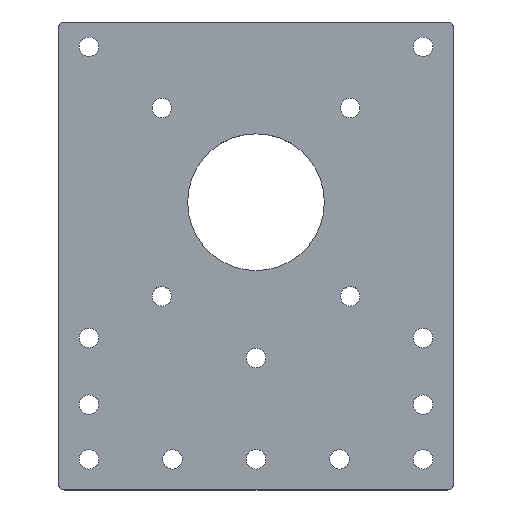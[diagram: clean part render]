
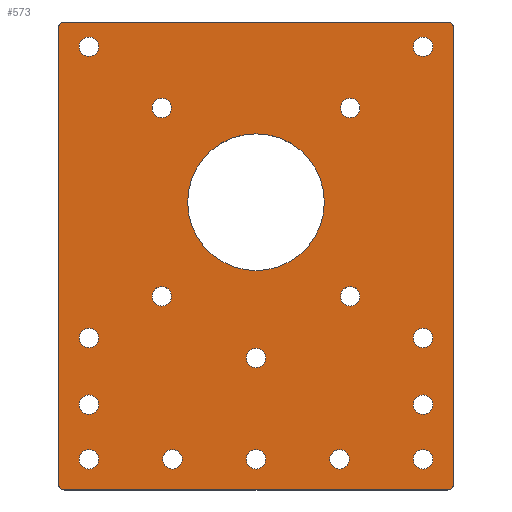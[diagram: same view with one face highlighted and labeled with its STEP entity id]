
A CAD part, top view. The second image highlights one B-rep face of the part: STEP entity #573.
In plain terms, the highlighted planar face has unit normal (0, 0, 1).
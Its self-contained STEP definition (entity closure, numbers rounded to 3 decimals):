
#32=FACE_BOUND('',#126,.T.);
#33=FACE_BOUND('',#127,.T.);
#34=FACE_BOUND('',#128,.T.);
#35=FACE_BOUND('',#129,.T.);
#36=FACE_BOUND('',#130,.T.);
#37=FACE_BOUND('',#131,.T.);
#38=FACE_BOUND('',#132,.T.);
#39=FACE_BOUND('',#133,.T.);
#40=FACE_BOUND('',#134,.T.);
#41=FACE_BOUND('',#135,.T.);
#42=FACE_BOUND('',#136,.T.);
#43=FACE_BOUND('',#137,.T.);
#44=FACE_BOUND('',#138,.T.);
#45=FACE_BOUND('',#139,.T.);
#46=FACE_BOUND('',#140,.T.);
#47=FACE_BOUND('',#141,.T.);
#48=FACE_BOUND('',#142,.T.);
#54=PLANE('',#656);
#81=FACE_OUTER_BOUND('',#125,.T.);
#125=EDGE_LOOP('',(#501,#502,#503,#504,#505,#506,#507,#508));
#126=EDGE_LOOP('',(#509));
#127=EDGE_LOOP('',(#510));
#128=EDGE_LOOP('',(#511));
#129=EDGE_LOOP('',(#512));
#130=EDGE_LOOP('',(#513));
#131=EDGE_LOOP('',(#514));
#132=EDGE_LOOP('',(#515));
#133=EDGE_LOOP('',(#516));
#134=EDGE_LOOP('',(#517));
#135=EDGE_LOOP('',(#518));
#136=EDGE_LOOP('',(#519));
#137=EDGE_LOOP('',(#520));
#138=EDGE_LOOP('',(#521));
#139=EDGE_LOOP('',(#522));
#140=EDGE_LOOP('',(#523));
#141=EDGE_LOOP('',(#524));
#142=EDGE_LOOP('',(#525));
#147=LINE('',#845,#180);
#153=LINE('',#900,#186);
#174=LINE('',#979,#207);
#175=LINE('',#981,#208);
#180=VECTOR('',#671,10.);
#186=VECTOR('',#725,10.);
#207=VECTOR('',#824,10.);
#208=VECTOR('',#827,10.);
#209=CIRCLE('',#589,1.);
#231=CIRCLE('',#614,1.);
#232=CIRCLE('',#617,1.);
#233=CIRCLE('',#619,1.);
#234=CIRCLE('',#621,1.6);
#235=CIRCLE('',#623,1.6);
#236=CIRCLE('',#625,1.6);
#237=CIRCLE('',#627,1.6);
#238=CIRCLE('',#629,1.6);
#239=CIRCLE('',#631,1.6);
#240=CIRCLE('',#633,1.6);
#241=CIRCLE('',#635,1.6);
#242=CIRCLE('',#637,1.6);
#243=CIRCLE('',#639,1.6);
#244=CIRCLE('',#641,1.6);
#245=CIRCLE('',#643,1.6);
#246=CIRCLE('',#645,1.6);
#247=CIRCLE('',#647,1.6);
#248=CIRCLE('',#649,11.25);
#249=CIRCLE('',#651,1.6);
#250=CIRCLE('',#653,1.6);
#251=VERTEX_POINT('',#832);
#252=VERTEX_POINT('',#833);
#256=VERTEX_POINT('',#843);
#279=VERTEX_POINT('',#893);
#280=VERTEX_POINT('',#894);
#281=VERTEX_POINT('',#899);
#282=VERTEX_POINT('',#903);
#283=VERTEX_POINT('',#907);
#284=VERTEX_POINT('',#911);
#285=VERTEX_POINT('',#915);
#286=VERTEX_POINT('',#919);
#287=VERTEX_POINT('',#923);
#288=VERTEX_POINT('',#927);
#289=VERTEX_POINT('',#931);
#290=VERTEX_POINT('',#935);
#291=VERTEX_POINT('',#939);
#292=VERTEX_POINT('',#943);
#293=VERTEX_POINT('',#947);
#294=VERTEX_POINT('',#951);
#295=VERTEX_POINT('',#955);
#296=VERTEX_POINT('',#959);
#297=VERTEX_POINT('',#963);
#298=VERTEX_POINT('',#967);
#299=VERTEX_POINT('',#971);
#300=VERTEX_POINT('',#975);
#301=EDGE_CURVE('',#251,#252,#209,.T.);
#307=EDGE_CURVE('',#251,#256,#147,.T.);
#331=EDGE_CURVE('',#279,#280,#231,.T.);
#334=EDGE_CURVE('',#281,#280,#153,.T.);
#336=EDGE_CURVE('',#281,#282,#232,.T.);
#338=EDGE_CURVE('',#283,#256,#233,.T.);
#340=EDGE_CURVE('',#284,#284,#234,.T.);
#342=EDGE_CURVE('',#285,#285,#235,.T.);
#344=EDGE_CURVE('',#286,#286,#236,.T.);
#346=EDGE_CURVE('',#287,#287,#237,.T.);
#348=EDGE_CURVE('',#288,#288,#238,.T.);
#350=EDGE_CURVE('',#289,#289,#239,.T.);
#352=EDGE_CURVE('',#290,#290,#240,.T.);
#354=EDGE_CURVE('',#291,#291,#241,.T.);
#356=EDGE_CURVE('',#292,#292,#242,.T.);
#358=EDGE_CURVE('',#293,#293,#243,.T.);
#360=EDGE_CURVE('',#294,#294,#244,.T.);
#362=EDGE_CURVE('',#295,#295,#245,.T.);
#364=EDGE_CURVE('',#296,#296,#246,.T.);
#366=EDGE_CURVE('',#297,#297,#247,.T.);
#368=EDGE_CURVE('',#298,#298,#248,.T.);
#370=EDGE_CURVE('',#299,#299,#249,.T.);
#372=EDGE_CURVE('',#300,#300,#250,.T.);
#374=EDGE_CURVE('',#283,#282,#174,.T.);
#375=EDGE_CURVE('',#279,#252,#175,.T.);
#501=ORIENTED_EDGE('',*,*,#301,.F.);
#502=ORIENTED_EDGE('',*,*,#307,.T.);
#503=ORIENTED_EDGE('',*,*,#338,.F.);
#504=ORIENTED_EDGE('',*,*,#374,.T.);
#505=ORIENTED_EDGE('',*,*,#336,.F.);
#506=ORIENTED_EDGE('',*,*,#334,.T.);
#507=ORIENTED_EDGE('',*,*,#331,.F.);
#508=ORIENTED_EDGE('',*,*,#375,.T.);
#509=ORIENTED_EDGE('',*,*,#372,.T.);
#510=ORIENTED_EDGE('',*,*,#370,.T.);
#511=ORIENTED_EDGE('',*,*,#368,.T.);
#512=ORIENTED_EDGE('',*,*,#366,.T.);
#513=ORIENTED_EDGE('',*,*,#364,.T.);
#514=ORIENTED_EDGE('',*,*,#362,.T.);
#515=ORIENTED_EDGE('',*,*,#360,.T.);
#516=ORIENTED_EDGE('',*,*,#358,.T.);
#517=ORIENTED_EDGE('',*,*,#356,.T.);
#518=ORIENTED_EDGE('',*,*,#354,.T.);
#519=ORIENTED_EDGE('',*,*,#352,.T.);
#520=ORIENTED_EDGE('',*,*,#350,.T.);
#521=ORIENTED_EDGE('',*,*,#348,.T.);
#522=ORIENTED_EDGE('',*,*,#346,.T.);
#523=ORIENTED_EDGE('',*,*,#344,.T.);
#524=ORIENTED_EDGE('',*,*,#342,.T.);
#525=ORIENTED_EDGE('',*,*,#340,.T.);
#573=ADVANCED_FACE('',(#81,#32,#33,#34,#35,#36,#37,#38,#39,#40,#41,#42,
#43,#44,#45,#46,#47,#48),#54,.T.);
#589=AXIS2_PLACEMENT_3D('',#834,#661,#662);
#614=AXIS2_PLACEMENT_3D('',#895,#719,#720);
#617=AXIS2_PLACEMENT_3D('',#904,#729,#730);
#619=AXIS2_PLACEMENT_3D('',#908,#734,#735);
#621=AXIS2_PLACEMENT_3D('',#912,#739,#740);
#623=AXIS2_PLACEMENT_3D('',#916,#744,#745);
#625=AXIS2_PLACEMENT_3D('',#920,#749,#750);
#627=AXIS2_PLACEMENT_3D('',#924,#754,#755);
#629=AXIS2_PLACEMENT_3D('',#928,#759,#760);
#631=AXIS2_PLACEMENT_3D('',#932,#764,#765);
#633=AXIS2_PLACEMENT_3D('',#936,#769,#770);
#635=AXIS2_PLACEMENT_3D('',#940,#774,#775);
#637=AXIS2_PLACEMENT_3D('',#944,#779,#780);
#639=AXIS2_PLACEMENT_3D('',#948,#784,#785);
#641=AXIS2_PLACEMENT_3D('',#952,#789,#790);
#643=AXIS2_PLACEMENT_3D('',#956,#794,#795);
#645=AXIS2_PLACEMENT_3D('',#960,#799,#800);
#647=AXIS2_PLACEMENT_3D('',#964,#804,#805);
#649=AXIS2_PLACEMENT_3D('',#968,#809,#810);
#651=AXIS2_PLACEMENT_3D('',#972,#814,#815);
#653=AXIS2_PLACEMENT_3D('',#976,#819,#820);
#656=AXIS2_PLACEMENT_3D('',#982,#828,#829);
#661=DIRECTION('center_axis',(0.,0.,-1.));
#662=DIRECTION('ref_axis',(0.707,-0.707,0.));
#671=DIRECTION('',(0.,1.,0.));
#719=DIRECTION('center_axis',(0.,0.,-1.));
#720=DIRECTION('ref_axis',(-0.707,-0.707,0.));
#725=DIRECTION('',(0.,-1.,0.));
#729=DIRECTION('center_axis',(0.,0.,-1.));
#730=DIRECTION('ref_axis',(-0.707,0.707,0.));
#734=DIRECTION('center_axis',(0.,0.,-1.));
#735=DIRECTION('ref_axis',(0.707,0.707,0.));
#739=DIRECTION('center_axis',(0.,0.,-1.));
#740=DIRECTION('ref_axis',(1.,0.,0.));
#744=DIRECTION('center_axis',(0.,0.,-1.));
#745=DIRECTION('ref_axis',(1.,0.,0.));
#749=DIRECTION('center_axis',(0.,0.,-1.));
#750=DIRECTION('ref_axis',(1.,0.,0.));
#754=DIRECTION('center_axis',(0.,0.,-1.));
#755=DIRECTION('ref_axis',(1.,0.,0.));
#759=DIRECTION('center_axis',(0.,0.,-1.));
#760=DIRECTION('ref_axis',(1.,0.,0.));
#764=DIRECTION('center_axis',(0.,0.,-1.));
#765=DIRECTION('ref_axis',(1.,0.,0.));
#769=DIRECTION('center_axis',(0.,0.,-1.));
#770=DIRECTION('ref_axis',(1.,0.,0.));
#774=DIRECTION('center_axis',(0.,0.,-1.));
#775=DIRECTION('ref_axis',(1.,0.,0.));
#779=DIRECTION('center_axis',(0.,0.,-1.));
#780=DIRECTION('ref_axis',(1.,0.,0.));
#784=DIRECTION('center_axis',(0.,0.,-1.));
#785=DIRECTION('ref_axis',(1.,0.,0.));
#789=DIRECTION('center_axis',(0.,0.,-1.));
#790=DIRECTION('ref_axis',(1.,0.,0.));
#794=DIRECTION('center_axis',(0.,0.,-1.));
#795=DIRECTION('ref_axis',(1.,0.,0.));
#799=DIRECTION('center_axis',(0.,0.,-1.));
#800=DIRECTION('ref_axis',(1.,0.,0.));
#804=DIRECTION('center_axis',(0.,0.,-1.));
#805=DIRECTION('ref_axis',(1.,0.,0.));
#809=DIRECTION('center_axis',(0.,0.,-1.));
#810=DIRECTION('ref_axis',(1.,0.,0.));
#814=DIRECTION('center_axis',(0.,0.,-1.));
#815=DIRECTION('ref_axis',(1.,0.,0.));
#819=DIRECTION('center_axis',(0.,0.,-1.));
#820=DIRECTION('ref_axis',(1.,0.,0.));
#824=DIRECTION('',(-1.,0.,0.));
#827=DIRECTION('',(1.,0.,0.));
#828=DIRECTION('center_axis',(0.,0.,1.));
#829=DIRECTION('ref_axis',(1.,0.,0.));
#832=CARTESIAN_POINT('',(32.5,-24.35,16.));
#833=CARTESIAN_POINT('',(31.5,-25.35,16.));
#834=CARTESIAN_POINT('Origin',(31.5,-24.35,16.));
#843=CARTESIAN_POINT('',(32.5,50.65,16.));
#845=CARTESIAN_POINT('',(32.5,51.65,16.));
#893=CARTESIAN_POINT('',(-31.5,-25.35,16.));
#894=CARTESIAN_POINT('',(-32.5,-24.35,16.));
#895=CARTESIAN_POINT('Origin',(-31.5,-24.35,16.));
#899=CARTESIAN_POINT('',(-32.5,50.65,16.));
#900=CARTESIAN_POINT('',(-32.5,-25.35,16.));
#903=CARTESIAN_POINT('',(-31.5,51.65,16.));
#904=CARTESIAN_POINT('Origin',(-31.5,50.65,16.));
#907=CARTESIAN_POINT('',(31.5,51.65,16.));
#908=CARTESIAN_POINT('Origin',(31.5,50.65,16.));
#911=CARTESIAN_POINT('',(13.9,37.5,16.));
#912=CARTESIAN_POINT('Origin',(15.5,37.5,16.));
#915=CARTESIAN_POINT('',(-1.6,-3.65,16.));
#916=CARTESIAN_POINT('Origin',(0.,-3.65,16.));
#919=CARTESIAN_POINT('',(-29.1,-0.35,16.));
#920=CARTESIAN_POINT('Origin',(-27.5,-0.35,16.));
#923=CARTESIAN_POINT('',(-15.35,-20.3,16.));
#924=CARTESIAN_POINT('Origin',(-13.75,-20.3,16.));
#927=CARTESIAN_POINT('',(25.9,-20.3,16.));
#928=CARTESIAN_POINT('Origin',(27.5,-20.3,16.));
#931=CARTESIAN_POINT('',(-17.1,37.5,16.));
#932=CARTESIAN_POINT('Origin',(-15.5,37.5,16.));
#935=CARTESIAN_POINT('',(13.9,6.5,16.));
#936=CARTESIAN_POINT('Origin',(15.5,6.5,16.));
#939=CARTESIAN_POINT('',(12.15,-20.3,16.));
#940=CARTESIAN_POINT('Origin',(13.75,-20.3,16.));
#943=CARTESIAN_POINT('',(25.9,47.575,16.));
#944=CARTESIAN_POINT('Origin',(27.5,47.575,16.));
#947=CARTESIAN_POINT('',(-17.1,6.5,16.));
#948=CARTESIAN_POINT('Origin',(-15.5,6.5,16.));
#951=CARTESIAN_POINT('',(-29.1,-20.3,16.));
#952=CARTESIAN_POINT('Origin',(-27.5,-20.3,16.));
#955=CARTESIAN_POINT('',(-1.6,-20.3,16.));
#956=CARTESIAN_POINT('Origin',(0.,-20.3,16.));
#959=CARTESIAN_POINT('',(-29.1,-11.3,16.));
#960=CARTESIAN_POINT('Origin',(-27.5,-11.3,16.));
#963=CARTESIAN_POINT('',(-29.1,47.575,16.));
#964=CARTESIAN_POINT('Origin',(-27.5,47.575,16.));
#967=CARTESIAN_POINT('',(-11.25,22.,16.));
#968=CARTESIAN_POINT('Origin',(0.,22.,16.));
#971=CARTESIAN_POINT('',(25.9,-0.35,16.));
#972=CARTESIAN_POINT('Origin',(27.5,-0.35,16.));
#975=CARTESIAN_POINT('',(25.9,-11.3,16.));
#976=CARTESIAN_POINT('Origin',(27.5,-11.3,16.));
#979=CARTESIAN_POINT('',(-32.5,51.65,16.));
#981=CARTESIAN_POINT('',(32.5,-25.35,16.));
#982=CARTESIAN_POINT('Origin',(0.,13.15,16.));
